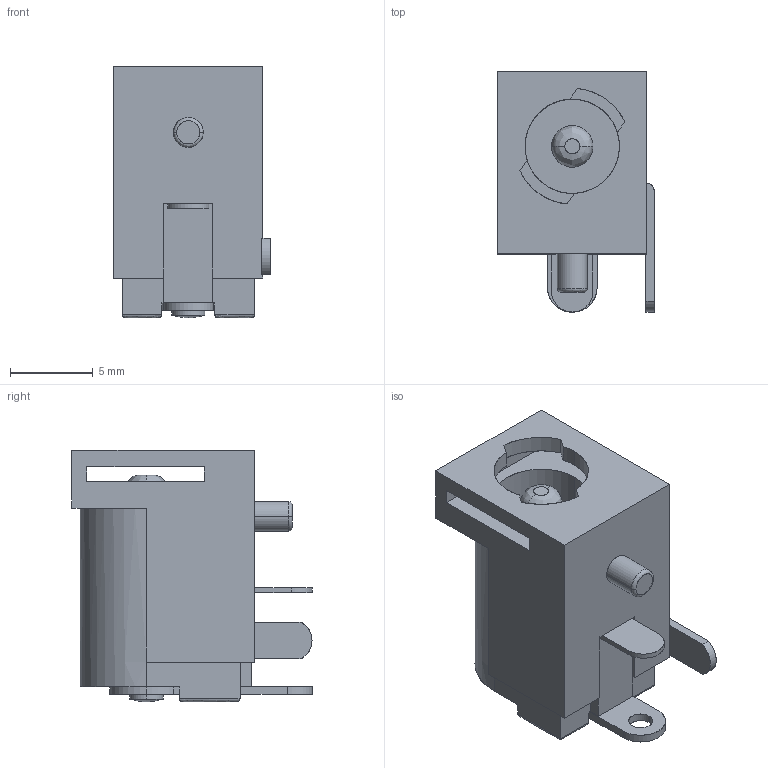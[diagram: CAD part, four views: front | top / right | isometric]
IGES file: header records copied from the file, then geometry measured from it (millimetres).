
Start section: SolidWorks IGES file using analytic representation for surfaces
Global section: file name: KLDHCX-0202-AP-LT_rA3.IGS; native system: SolidWorks 2012; preprocessor: SolidWorks 2012; author: William; date: 120917.084648; units: millimetre
Bounding box: 9.45 x 14.5 x 15.2 mm (x, y, z)
Surface area: 1135.5 mm2 (no closed solid volume)
Topology: 0 solids, 0 shells, 99 faces, 997 edges, 995 vertices
Faces by surface type: bspline 65, revolution 34
